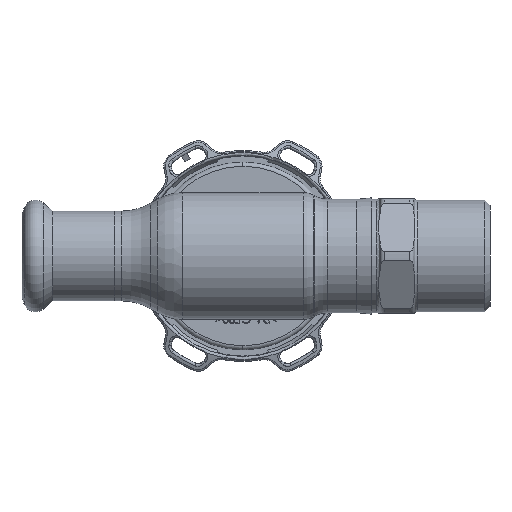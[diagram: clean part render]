
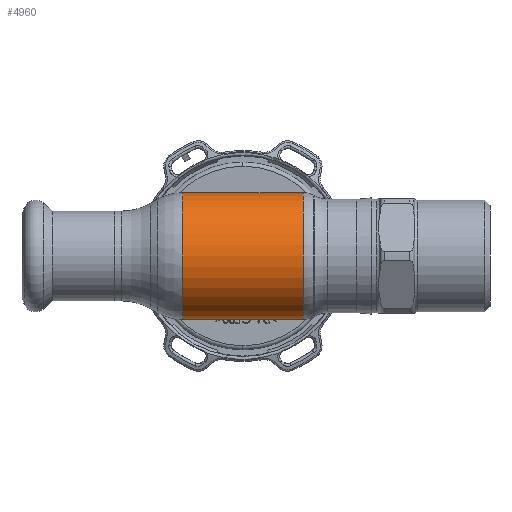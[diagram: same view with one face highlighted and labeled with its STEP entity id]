
A CAD part, front view. The second image highlights one B-rep face of the part: STEP entity #4960.
In plain terms, the highlighted cylindrical face has radius 15 mm (diameter 30 mm), a partial arc.
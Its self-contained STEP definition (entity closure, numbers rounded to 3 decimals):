
#1457 = LINE ( 'NONE', #13515, #10800 ) ;
#2350 = DIRECTION ( 'NONE',  ( 0., 0., 1. ) ) ;
#3509 = ORIENTED_EDGE ( 'NONE', *, *, #24001, .F. ) ;
#4648 = VERTEX_POINT ( 'NONE', #7980 ) ;
#4960 = ADVANCED_FACE ( 'NONE', ( #33209 ), #24638, .T. ) ;
#6769 = CARTESIAN_POINT ( 'NONE',  ( -14.285, 0., 0. ) ) ;
#7980 = CARTESIAN_POINT ( 'NONE',  ( -14.285, 0., 15. ) ) ;
#8002 = CARTESIAN_POINT ( 'NONE',  ( -62.69, 0., -15. ) ) ;
#8239 = AXIS2_PLACEMENT_3D ( 'NONE', #25213, #16754, #19983 ) ;
#10528 = CIRCLE ( 'NONE', #31913, 15. ) ;
#10800 = VECTOR ( 'NONE', #16025, 1000. ) ;
#11830 = CARTESIAN_POINT ( 'NONE',  ( -14.285, 0., -15. ) ) ;
#13314 = CARTESIAN_POINT ( 'NONE',  ( 14.285, 0., -15. ) ) ;
#13515 = CARTESIAN_POINT ( 'NONE',  ( -62.69, 0., 15. ) ) ;
#13743 = VERTEX_POINT ( 'NONE', #30764 ) ;
#13773 = VERTEX_POINT ( 'NONE', #13314 ) ;
#13808 = EDGE_LOOP ( 'NONE', ( #19719, #14951, #13829, #3509 ) ) ;
#13829 = ORIENTED_EDGE ( 'NONE', *, *, #27924, .T. ) ;
#14951 = ORIENTED_EDGE ( 'NONE', *, *, #22127, .T. ) ;
#16025 = DIRECTION ( 'NONE',  ( -1., 0., 0. ) ) ;
#16631 = LINE ( 'NONE', #8002, #29824 ) ;
#16754 = DIRECTION ( 'NONE',  ( -1., 0., 0. ) ) ;
#18637 = DIRECTION ( 'NONE',  ( -1., 0., 0. ) ) ;
#19719 = ORIENTED_EDGE ( 'NONE', *, *, #26238, .F. ) ;
#19983 = DIRECTION ( 'NONE',  ( 0., 0., 1. ) ) ;
#22127 = EDGE_CURVE ( 'NONE', #13773, #13743, #27003, .T. ) ;
#24001 = EDGE_CURVE ( 'NONE', #27061, #4648, #10528, .T. ) ;
#24638 = CYLINDRICAL_SURFACE ( 'NONE', #8239, 15. ) ;
#25213 = CARTESIAN_POINT ( 'NONE',  ( -62.69, 0., 0. ) ) ;
#26238 = EDGE_CURVE ( 'NONE', #13773, #27061, #16631, .T. ) ;
#27003 = CIRCLE ( 'NONE', #27626, 15. ) ;
#27061 = VERTEX_POINT ( 'NONE', #11830 ) ;
#27468 = DIRECTION ( 'NONE',  ( 0., 0., 1. ) ) ;
#27626 = AXIS2_PLACEMENT_3D ( 'NONE', #28630, #34674, #2350 ) ;
#27924 = EDGE_CURVE ( 'NONE', #13743, #4648, #1457, .T. ) ;
#28522 = DIRECTION ( 'NONE',  ( -1., 0., 0. ) ) ;
#28630 = CARTESIAN_POINT ( 'NONE',  ( 14.285, 0., 0. ) ) ;
#29824 = VECTOR ( 'NONE', #28522, 1000. ) ;
#30764 = CARTESIAN_POINT ( 'NONE',  ( 14.285, 0., 15. ) ) ;
#31913 = AXIS2_PLACEMENT_3D ( 'NONE', #6769, #18637, #27468 ) ;
#33209 = FACE_OUTER_BOUND ( 'NONE', #13808, .T. ) ;
#34674 = DIRECTION ( 'NONE',  ( -1., 0., 0. ) ) ;
